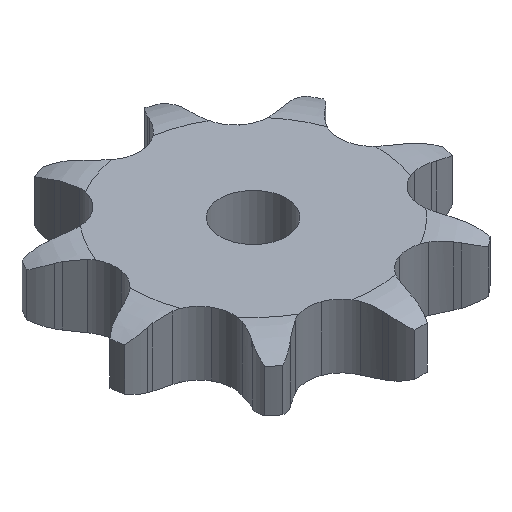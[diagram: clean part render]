
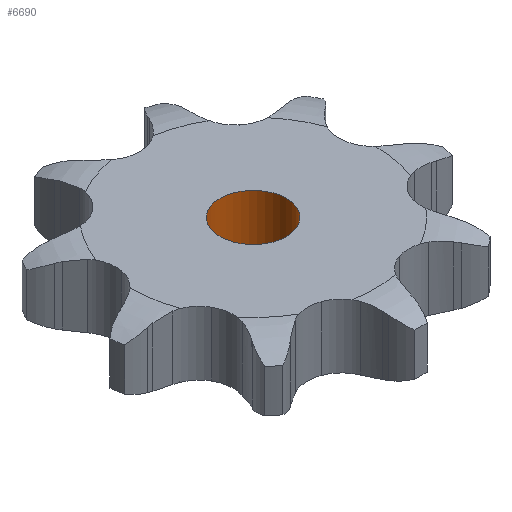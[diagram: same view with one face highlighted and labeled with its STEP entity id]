
A CAD part, isometric view. The second image highlights one B-rep face of the part: STEP entity #6690.
In plain terms, the highlighted cylindrical face has radius 12.5 mm (diameter 25 mm), a full revolution.
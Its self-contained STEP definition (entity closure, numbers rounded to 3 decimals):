
#458 = PLANE('',#459);
#459 = AXIS2_PLACEMENT_3D('',#460,#461,#462);
#460 = CARTESIAN_POINT('',(0.001,0.,24.1));
#461 = DIRECTION('',(-0.,-0.,-1.));
#462 = DIRECTION('',(-1.,0.,0.));
#658 = PLANE('',#659);
#659 = AXIS2_PLACEMENT_3D('',#660,#661,#662);
#660 = CARTESIAN_POINT('',(0.001,0.,0.));
#661 = DIRECTION('',(-0.,-0.,-1.));
#662 = DIRECTION('',(-1.,0.,0.));
#1822 = EDGE_CURVE('',#1823,#1823,#1825,.T.);
#1823 = VERTEX_POINT('',#1824);
#1824 = CARTESIAN_POINT('',(12.5,0.,24.1));
#1825 = SURFACE_CURVE('',#1826,(#1831,#1842),.PCURVE_S1.);
#1826 = CIRCLE('',#1827,12.5);
#1827 = AXIS2_PLACEMENT_3D('',#1828,#1829,#1830);
#1828 = CARTESIAN_POINT('',(0.,0.,24.1));
#1829 = DIRECTION('',(0.,0.,1.));
#1830 = DIRECTION('',(1.,0.,0.));
#1831 = PCURVE('',#458,#1832);
#1832 = DEFINITIONAL_REPRESENTATION('',(#1833),#1841);
#1833 = ( BOUNDED_CURVE() B_SPLINE_CURVE(2,(#1834,#1835,#1836,#1837,
#1838,#1839,#1840),.UNSPECIFIED.,.T.,.F.) B_SPLINE_CURVE_WITH_KNOTS((1,2
    ,2,2,2,1),(-2.094,0.,2.094,4.189,
6.283,8.378),.UNSPECIFIED.) CURVE() 
GEOMETRIC_REPRESENTATION_ITEM() RATIONAL_B_SPLINE_CURVE((1.,0.5,1.,0.5,
1.,0.5,1.)) REPRESENTATION_ITEM('') );
#1834 = CARTESIAN_POINT('',(-12.499,0.));
#1835 = CARTESIAN_POINT('',(-12.499,21.65));
#1836 = CARTESIAN_POINT('',(6.251,10.825));
#1837 = CARTESIAN_POINT('',(25.001,0.));
#1838 = CARTESIAN_POINT('',(6.251,-10.825));
#1839 = CARTESIAN_POINT('',(-12.499,-21.651));
#1840 = CARTESIAN_POINT('',(-12.499,0.));
#1841 = ( GEOMETRIC_REPRESENTATION_CONTEXT(2) 
PARAMETRIC_REPRESENTATION_CONTEXT() REPRESENTATION_CONTEXT('2D SPACE',''
  ) );
#1842 = PCURVE('',#1843,#1848);
#1843 = CYLINDRICAL_SURFACE('',#1844,12.5);
#1844 = AXIS2_PLACEMENT_3D('',#1845,#1846,#1847);
#1845 = CARTESIAN_POINT('',(0.,0.,213.146));
#1846 = DIRECTION('',(0.,0.,1.));
#1847 = DIRECTION('',(1.,0.,0.));
#1848 = DEFINITIONAL_REPRESENTATION('',(#1849),#1853);
#1849 = LINE('',#1850,#1851);
#1850 = CARTESIAN_POINT('',(0.,-189.046));
#1851 = VECTOR('',#1852,1.);
#1852 = DIRECTION('',(1.,0.));
#1853 = ( GEOMETRIC_REPRESENTATION_CONTEXT(2) 
PARAMETRIC_REPRESENTATION_CONTEXT() REPRESENTATION_CONTEXT('2D SPACE',''
  ) );
#2743 = EDGE_CURVE('',#2744,#2744,#2746,.T.);
#2744 = VERTEX_POINT('',#2745);
#2745 = CARTESIAN_POINT('',(12.5,0.,0.));
#2746 = SURFACE_CURVE('',#2747,(#2752,#2763),.PCURVE_S1.);
#2747 = CIRCLE('',#2748,12.5);
#2748 = AXIS2_PLACEMENT_3D('',#2749,#2750,#2751);
#2749 = CARTESIAN_POINT('',(0.,0.,0.));
#2750 = DIRECTION('',(0.,0.,1.));
#2751 = DIRECTION('',(1.,0.,0.));
#2752 = PCURVE('',#658,#2753);
#2753 = DEFINITIONAL_REPRESENTATION('',(#2754),#2762);
#2754 = ( BOUNDED_CURVE() B_SPLINE_CURVE(2,(#2755,#2756,#2757,#2758,
#2759,#2760,#2761),.UNSPECIFIED.,.T.,.F.) B_SPLINE_CURVE_WITH_KNOTS((1,2
    ,2,2,2,1),(-2.094,0.,2.094,4.189,
6.283,8.378),.UNSPECIFIED.) CURVE() 
GEOMETRIC_REPRESENTATION_ITEM() RATIONAL_B_SPLINE_CURVE((1.,0.5,1.,0.5,
1.,0.5,1.)) REPRESENTATION_ITEM('') );
#2755 = CARTESIAN_POINT('',(-12.499,0.));
#2756 = CARTESIAN_POINT('',(-12.499,21.65));
#2757 = CARTESIAN_POINT('',(6.251,10.825));
#2758 = CARTESIAN_POINT('',(25.001,0.));
#2759 = CARTESIAN_POINT('',(6.251,-10.825));
#2760 = CARTESIAN_POINT('',(-12.499,-21.651));
#2761 = CARTESIAN_POINT('',(-12.499,0.));
#2762 = ( GEOMETRIC_REPRESENTATION_CONTEXT(2) 
PARAMETRIC_REPRESENTATION_CONTEXT() REPRESENTATION_CONTEXT('2D SPACE',''
  ) );
#2763 = PCURVE('',#1843,#2764);
#2764 = DEFINITIONAL_REPRESENTATION('',(#2765),#2769);
#2765 = LINE('',#2766,#2767);
#2766 = CARTESIAN_POINT('',(0.,-213.146));
#2767 = VECTOR('',#2768,1.);
#2768 = DIRECTION('',(1.,0.));
#2769 = ( GEOMETRIC_REPRESENTATION_CONTEXT(2) 
PARAMETRIC_REPRESENTATION_CONTEXT() REPRESENTATION_CONTEXT('2D SPACE',''
  ) );
#6690 = ADVANCED_FACE('',(#6691),#1843,.F.);
#6691 = FACE_BOUND('',#6692,.F.);
#6692 = EDGE_LOOP('',(#6693,#6694,#6715,#6716));
#6693 = ORIENTED_EDGE('',*,*,#1822,.F.);
#6694 = ORIENTED_EDGE('',*,*,#6695,.T.);
#6695 = EDGE_CURVE('',#1823,#2744,#6696,.T.);
#6696 = SEAM_CURVE('',#6697,(#6701,#6708),.PCURVE_S1.);
#6697 = LINE('',#6698,#6699);
#6698 = CARTESIAN_POINT('',(12.5,0.,213.146));
#6699 = VECTOR('',#6700,1.);
#6700 = DIRECTION('',(-0.,-0.,-1.));
#6701 = PCURVE('',#1843,#6702);
#6702 = DEFINITIONAL_REPRESENTATION('',(#6703),#6707);
#6703 = LINE('',#6704,#6705);
#6704 = CARTESIAN_POINT('',(6.283,0.));
#6705 = VECTOR('',#6706,1.);
#6706 = DIRECTION('',(0.,-1.));
#6707 = ( GEOMETRIC_REPRESENTATION_CONTEXT(2) 
PARAMETRIC_REPRESENTATION_CONTEXT() REPRESENTATION_CONTEXT('2D SPACE',''
  ) );
#6708 = PCURVE('',#1843,#6709);
#6709 = DEFINITIONAL_REPRESENTATION('',(#6710),#6714);
#6710 = LINE('',#6711,#6712);
#6711 = CARTESIAN_POINT('',(0.,0.));
#6712 = VECTOR('',#6713,1.);
#6713 = DIRECTION('',(0.,-1.));
#6714 = ( GEOMETRIC_REPRESENTATION_CONTEXT(2) 
PARAMETRIC_REPRESENTATION_CONTEXT() REPRESENTATION_CONTEXT('2D SPACE',''
  ) );
#6715 = ORIENTED_EDGE('',*,*,#2743,.T.);
#6716 = ORIENTED_EDGE('',*,*,#6695,.F.);
